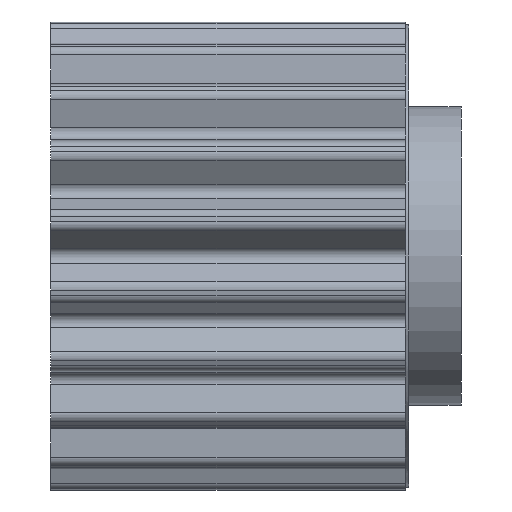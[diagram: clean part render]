
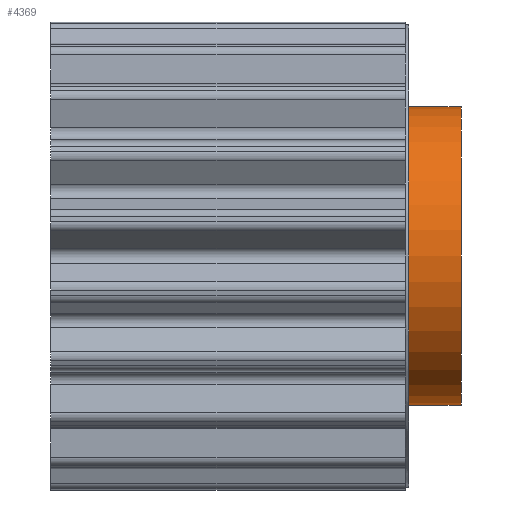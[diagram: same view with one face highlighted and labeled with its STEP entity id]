
A CAD part, front view. The second image highlights one B-rep face of the part: STEP entity #4369.
In plain terms, the highlighted cylindrical face has radius 4 mm (diameter 8 mm), a partial arc.
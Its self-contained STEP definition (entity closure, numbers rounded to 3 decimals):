
#6 = EDGE_CURVE ( 'NONE', #3090, #5305, #1194, .T. ) ;
#339 = CIRCLE ( 'NONE', #2486, 4. ) ;
#413 = EDGE_CURVE ( 'NONE', #980, #3090, #4255, .T. ) ;
#430 = DIRECTION ( 'NONE',  ( 0., 0., 1. ) ) ;
#488 = DIRECTION ( 'NONE',  ( 0., 0., 1. ) ) ;
#490 = CARTESIAN_POINT ( 'NONE',  ( -24.225, -11.383, -4. ) ) ;
#868 = AXIS2_PLACEMENT_3D ( 'NONE', #2378, #4423, #488 ) ;
#871 = EDGE_CURVE ( 'NONE', #1188, #5305, #5025, .T. ) ;
#969 = CARTESIAN_POINT ( 'NONE',  ( -55.706, -11.383, 0. ) ) ;
#980 = VERTEX_POINT ( 'NONE', #3597 ) ;
#1144 = CARTESIAN_POINT ( 'NONE',  ( -22.725, -11.383, 4. ) ) ;
#1188 = VERTEX_POINT ( 'NONE', #1144 ) ;
#1194 = CIRCLE ( 'NONE', #868, 4. ) ;
#1445 = CARTESIAN_POINT ( 'NONE',  ( -22.725, -11.383, 0. ) ) ;
#1763 = AXIS2_PLACEMENT_3D ( 'NONE', #969, #2405, #3030 ) ;
#1767 = ORIENTED_EDGE ( 'NONE', *, *, #413, .F. ) ;
#1794 = CARTESIAN_POINT ( 'NONE',  ( -55.706, -11.383, -4. ) ) ;
#2283 = VECTOR ( 'NONE', #3852, 1000. ) ;
#2378 = CARTESIAN_POINT ( 'NONE',  ( -24.225, -11.383, 0. ) ) ;
#2405 = DIRECTION ( 'NONE',  ( -1., 0., 0. ) ) ;
#2486 = AXIS2_PLACEMENT_3D ( 'NONE', #1445, #5533, #430 ) ;
#2637 = EDGE_CURVE ( 'NONE', #980, #1188, #339, .T. ) ;
#2967 = CARTESIAN_POINT ( 'NONE',  ( -55.706, -11.383, 4. ) ) ;
#3012 = EDGE_LOOP ( 'NONE', ( #1767, #4709, #4420, #3219 ) ) ;
#3030 = DIRECTION ( 'NONE',  ( 0., 0., 1. ) ) ;
#3090 = VERTEX_POINT ( 'NONE', #490 ) ;
#3219 = ORIENTED_EDGE ( 'NONE', *, *, #6, .F. ) ;
#3476 = CYLINDRICAL_SURFACE ( 'NONE', #1763, 4. ) ;
#3571 = VECTOR ( 'NONE', #4534, 1000. ) ;
#3597 = CARTESIAN_POINT ( 'NONE',  ( -22.725, -11.383, -4. ) ) ;
#3852 = DIRECTION ( 'NONE',  ( -1., 0., 0. ) ) ;
#4255 = LINE ( 'NONE', #1794, #2283 ) ;
#4364 = CARTESIAN_POINT ( 'NONE',  ( -24.225, -11.383, 4. ) ) ;
#4369 = ADVANCED_FACE ( 'NONE', ( #5028 ), #3476, .T. ) ;
#4420 = ORIENTED_EDGE ( 'NONE', *, *, #871, .T. ) ;
#4423 = DIRECTION ( 'NONE',  ( -1., 0., 0. ) ) ;
#4534 = DIRECTION ( 'NONE',  ( -1., 0., 0. ) ) ;
#4709 = ORIENTED_EDGE ( 'NONE', *, *, #2637, .T. ) ;
#5025 = LINE ( 'NONE', #2967, #3571 ) ;
#5028 = FACE_OUTER_BOUND ( 'NONE', #3012, .T. ) ;
#5305 = VERTEX_POINT ( 'NONE', #4364 ) ;
#5533 = DIRECTION ( 'NONE',  ( -1., 0., 0. ) ) ;
